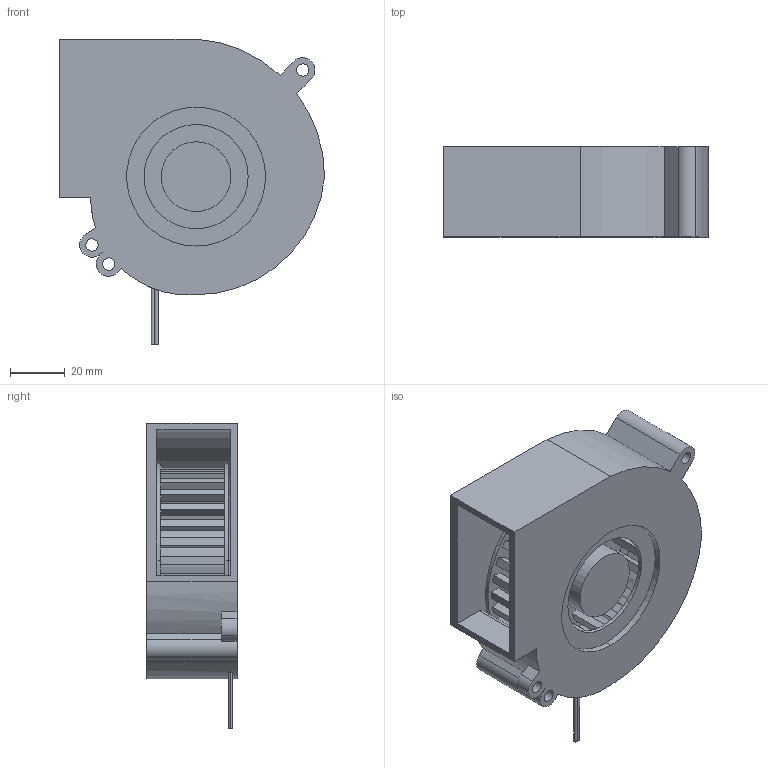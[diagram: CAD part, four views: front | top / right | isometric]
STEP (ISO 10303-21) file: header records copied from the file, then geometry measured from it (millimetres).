
FILE_DESCRIPTION(('starvars output'),'2;1');
FILE_NAME('BG0903-B040-000-00_3D.stp','13:26:08 2012/10/17',( 'Thomas Industrial Network Germany GmbH'),( 'Thomas Industrial Network Germany GmbH'),'unknown preprocess','ACIS' ,'unknown authorization');
FILE_SCHEMA(('AUTOMOTIVE_DESIGN_CC2 {UNKNOWN IMPLEMENTATION LEVEL}'));
Length unit declared in the file: millimetre
Products named in the file (1): PRODUCT_ID_1
Bounding box: 97 x 33 x 111.86 mm (x, y, z)
Volume: 84113.2 mm3; surface area: 60773.4 mm2
Topology: 1 solids, 1 shells, 193 faces, 550 edges, 368 vertices
Faces by surface type: plane 116, cylinder 77
Entity records: 7330 total; most frequent: ORIENTED_EDGE 1100, CARTESIAN_POINT 1057, DIRECTION 747, EDGE_CURVE 550, VECTOR 383, LINE 383, VERTEX_POINT 368, EDGE_LOOP 270
